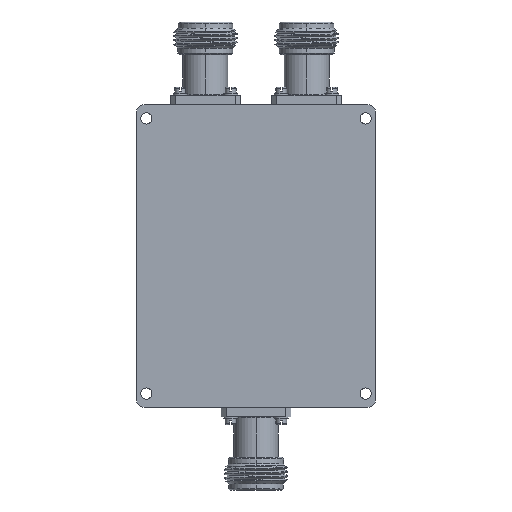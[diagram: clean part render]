
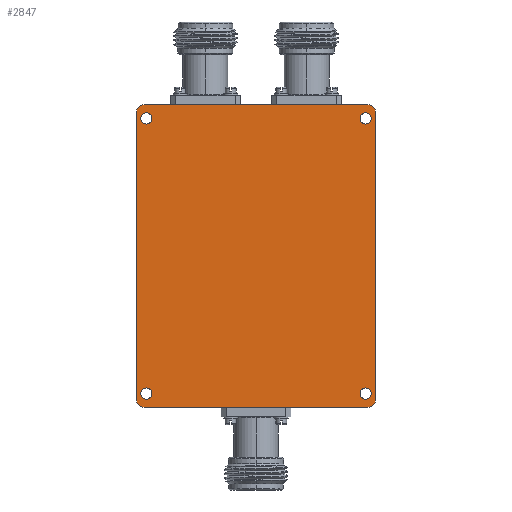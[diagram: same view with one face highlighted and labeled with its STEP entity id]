
A CAD part, front view. The second image highlights one B-rep face of the part: STEP entity #2847.
In plain terms, the highlighted planar face has unit normal (0, -1, 0).
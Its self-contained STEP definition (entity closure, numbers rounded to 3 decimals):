
#88 = CARTESIAN_POINT ( 'NONE',  ( -30., -10., 36. ) ) ;
#132 = AXIS2_PLACEMENT_3D ( 'NONE', #4668, #5216, #3833 ) ;
#162 = EDGE_LOOP ( 'NONE', ( #745, #854, #1032, #5163, #5470, #4640, #3740, #759 ) ) ;
#194 = VERTEX_POINT ( 'NONE', #3007 ) ;
#236 = CARTESIAN_POINT ( 'NONE',  ( -28., -10., 38. ) ) ;
#246 = VECTOR ( 'NONE', #4997, 1000. ) ;
#317 = AXIS2_PLACEMENT_3D ( 'NONE', #5221, #2378, #3753 ) ;
#363 = EDGE_CURVE ( 'NONE', #5141, #2691, #607, .T. ) ;
#367 = DIRECTION ( 'NONE',  ( 0., 0., 1. ) ) ;
#453 = CIRCLE ( 'NONE', #5406, 1.4 ) ;
#495 = DIRECTION ( 'NONE',  ( 0., 0., 1. ) ) ;
#528 = DIRECTION ( 'NONE',  ( 0., 0., 1. ) ) ;
#557 = CIRCLE ( 'NONE', #3081, 1.4 ) ;
#580 = EDGE_CURVE ( 'NONE', #989, #5628, #4986, .T. ) ;
#581 = EDGE_CURVE ( 'NONE', #3979, #3321, #800, .T. ) ;
#583 = CARTESIAN_POINT ( 'NONE',  ( -27.5, -10., 34.5 ) ) ;
#607 = CIRCLE ( 'NONE', #5585, 2. ) ;
#626 = ORIENTED_EDGE ( 'NONE', *, *, #3997, .T. ) ;
#745 = ORIENTED_EDGE ( 'NONE', *, *, #5474, .F. ) ;
#750 = CARTESIAN_POINT ( 'NONE',  ( 30., -10., -36. ) ) ;
#751 = CARTESIAN_POINT ( 'NONE',  ( -27.5, -10., -34.5 ) ) ;
#759 = ORIENTED_EDGE ( 'NONE', *, *, #2733, .T. ) ;
#767 = CARTESIAN_POINT ( 'NONE',  ( -27.5, -10., -33.1 ) ) ;
#800 = CIRCLE ( 'NONE', #317, 1.4 ) ;
#854 = ORIENTED_EDGE ( 'NONE', *, *, #363, .T. ) ;
#915 = DIRECTION ( 'NONE',  ( 0., 0., 1. ) ) ;
#952 = VECTOR ( 'NONE', #2662, 1000. ) ;
#963 = VERTEX_POINT ( 'NONE', #767 ) ;
#989 = VERTEX_POINT ( 'NONE', #4475 ) ;
#1032 = ORIENTED_EDGE ( 'NONE', *, *, #2772, .F. ) ;
#1108 = DIRECTION ( 'NONE',  ( 0., 0., 1. ) ) ;
#1115 = DIRECTION ( 'NONE',  ( 0., 1., 0. ) ) ;
#1238 = CARTESIAN_POINT ( 'NONE',  ( -27.5, -10., 35.9 ) ) ;
#1240 = CARTESIAN_POINT ( 'NONE',  ( -30., -10., 38. ) ) ;
#1279 = AXIS2_PLACEMENT_3D ( 'NONE', #5165, #5630, #5602 ) ;
#1347 = VERTEX_POINT ( 'NONE', #2294 ) ;
#1348 = CARTESIAN_POINT ( 'NONE',  ( -28., -10., -36. ) ) ;
#1406 = CARTESIAN_POINT ( 'NONE',  ( 0., -10., 0. ) ) ;
#1432 = FACE_BOUND ( 'NONE', #5518, .T. ) ;
#1455 = LINE ( 'NONE', #5704, #2554 ) ;
#1780 = DIRECTION ( 'NONE',  ( 0., -1., 0. ) ) ;
#1806 = LINE ( 'NONE', #4618, #952 ) ;
#1910 = AXIS2_PLACEMENT_3D ( 'NONE', #751, #3549, #4009 ) ;
#1991 = VECTOR ( 'NONE', #3105, 1000. ) ;
#1992 = EDGE_LOOP ( 'NONE', ( #626, #5774 ) ) ;
#2001 = ORIENTED_EDGE ( 'NONE', *, *, #5316, .T. ) ;
#2176 = AXIS2_PLACEMENT_3D ( 'NONE', #4231, #2883, #495 ) ;
#2200 = CIRCLE ( 'NONE', #6009, 1.4 ) ;
#2209 = CARTESIAN_POINT ( 'NONE',  ( 28., -10., -36. ) ) ;
#2294 = CARTESIAN_POINT ( 'NONE',  ( 28., -10., 38. ) ) ;
#2334 = VERTEX_POINT ( 'NONE', #4579 ) ;
#2378 = DIRECTION ( 'NONE',  ( 0., 1., 0. ) ) ;
#2424 = PLANE ( 'NONE',  #4133 ) ;
#2477 = CIRCLE ( 'NONE', #5807, 1.4 ) ;
#2554 = VECTOR ( 'NONE', #4757, 1000. ) ;
#2625 = VERTEX_POINT ( 'NONE', #5070 ) ;
#2662 = DIRECTION ( 'NONE',  ( 0., 0., 1. ) ) ;
#2668 = ORIENTED_EDGE ( 'NONE', *, *, #4683, .T. ) ;
#2691 = VERTEX_POINT ( 'NONE', #5101 ) ;
#2733 = EDGE_CURVE ( 'NONE', #5404, #5775, #2763, .T. ) ;
#2737 = CARTESIAN_POINT ( 'NONE',  ( -30., -10., -36. ) ) ;
#2763 = CIRCLE ( 'NONE', #132, 2. ) ;
#2772 = EDGE_CURVE ( 'NONE', #5307, #2691, #1455, .T. ) ;
#2834 = FACE_OUTER_BOUND ( 'NONE', #162, .T. ) ;
#2847 = ADVANCED_FACE ( 'NONE', ( #2866, #1432, #5677, #3801, #2834 ), #2424, .F. ) ;
#2866 = FACE_BOUND ( 'NONE', #1992, .T. ) ;
#2883 = DIRECTION ( 'NONE',  ( 0., 1., 0. ) ) ;
#3007 = CARTESIAN_POINT ( 'NONE',  ( -27.5, -10., -35.9 ) ) ;
#3036 = CARTESIAN_POINT ( 'NONE',  ( 28., -10., -38. ) ) ;
#3067 = ORIENTED_EDGE ( 'NONE', *, *, #4714, .T. ) ;
#3072 = DIRECTION ( 'NONE',  ( 0., 0., 1. ) ) ;
#3081 = AXIS2_PLACEMENT_3D ( 'NONE', #5649, #1115, #3387 ) ;
#3105 = DIRECTION ( 'NONE',  ( 1., 0., 0. ) ) ;
#3145 = EDGE_CURVE ( 'NONE', #2625, #4306, #5031, .T. ) ;
#3279 = CIRCLE ( 'NONE', #4916, 2. ) ;
#3321 = VERTEX_POINT ( 'NONE', #5240 ) ;
#3387 = DIRECTION ( 'NONE',  ( 0., 0., 1. ) ) ;
#3467 = DIRECTION ( 'NONE',  ( 0., 1., 0. ) ) ;
#3549 = DIRECTION ( 'NONE',  ( 0., 1., 0. ) ) ;
#3572 = DIRECTION ( 'NONE',  ( 0., 0., 1. ) ) ;
#3600 = EDGE_LOOP ( 'NONE', ( #2001, #3067 ) ) ;
#3653 = CARTESIAN_POINT ( 'NONE',  ( 30., -10., -38. ) ) ;
#3740 = ORIENTED_EDGE ( 'NONE', *, *, #5007, .F. ) ;
#3753 = DIRECTION ( 'NONE',  ( 0., 0., 1. ) ) ;
#3776 = DIRECTION ( 'NONE',  ( 0., 1., 0. ) ) ;
#3800 = DIRECTION ( 'NONE',  ( 0., 0., 1. ) ) ;
#3801 = FACE_BOUND ( 'NONE', #3600, .T. ) ;
#3833 = DIRECTION ( 'NONE',  ( 0., 0., 1. ) ) ;
#3855 = AXIS2_PLACEMENT_3D ( 'NONE', #2209, #1780, #915 ) ;
#3979 = VERTEX_POINT ( 'NONE', #5481 ) ;
#3997 = EDGE_CURVE ( 'NONE', #4223, #2334, #453, .T. ) ;
#4009 = DIRECTION ( 'NONE',  ( 0., 0., 1. ) ) ;
#4047 = DIRECTION ( 'NONE',  ( 0., -1., 0. ) ) ;
#4080 = EDGE_CURVE ( 'NONE', #2625, #1347, #3279, .T. ) ;
#4133 = AXIS2_PLACEMENT_3D ( 'NONE', #1406, #4292, #528 ) ;
#4223 = VERTEX_POINT ( 'NONE', #4720 ) ;
#4225 = EDGE_CURVE ( 'NONE', #3321, #3979, #4729, .T. ) ;
#4231 = CARTESIAN_POINT ( 'NONE',  ( 27.5, -10., 34.5 ) ) ;
#4292 = DIRECTION ( 'NONE',  ( 0., 1., 0. ) ) ;
#4306 = VERTEX_POINT ( 'NONE', #750 ) ;
#4427 = ORIENTED_EDGE ( 'NONE', *, *, #581, .T. ) ;
#4437 = CARTESIAN_POINT ( 'NONE',  ( 27.5, -10., -34.5 ) ) ;
#4475 = CARTESIAN_POINT ( 'NONE',  ( -27.5, -10., 33.1 ) ) ;
#4498 = DIRECTION ( 'NONE',  ( 0., 1., 0. ) ) ;
#4579 = CARTESIAN_POINT ( 'NONE',  ( 27.5, -10., -35.9 ) ) ;
#4618 = CARTESIAN_POINT ( 'NONE',  ( -30., -10., -38. ) ) ;
#4639 = CIRCLE ( 'NONE', #3855, 2. ) ;
#4640 = ORIENTED_EDGE ( 'NONE', *, *, #4080, .T. ) ;
#4645 = ORIENTED_EDGE ( 'NONE', *, *, #580, .T. ) ;
#4668 = CARTESIAN_POINT ( 'NONE',  ( -28., -10., 36. ) ) ;
#4683 = EDGE_CURVE ( 'NONE', #5628, #989, #2477, .T. ) ;
#4714 = EDGE_CURVE ( 'NONE', #194, #963, #557, .T. ) ;
#4720 = CARTESIAN_POINT ( 'NONE',  ( 27.5, -10., -33.1 ) ) ;
#4729 = CIRCLE ( 'NONE', #2176, 1.4 ) ;
#4757 = DIRECTION ( 'NONE',  ( -1., 0., 0. ) ) ;
#4916 = AXIS2_PLACEMENT_3D ( 'NONE', #5421, #4047, #367 ) ;
#4986 = CIRCLE ( 'NONE', #1279, 1.4 ) ;
#4997 = DIRECTION ( 'NONE',  ( 0., 0., -1. ) ) ;
#5007 = EDGE_CURVE ( 'NONE', #5404, #1347, #5427, .T. ) ;
#5031 = LINE ( 'NONE', #3653, #246 ) ;
#5056 = EDGE_CURVE ( 'NONE', #5307, #4306, #4639, .T. ) ;
#5070 = CARTESIAN_POINT ( 'NONE',  ( 30., -10., 36. ) ) ;
#5074 = DIRECTION ( 'NONE',  ( 0., -1., 0. ) ) ;
#5101 = CARTESIAN_POINT ( 'NONE',  ( -28., -10., -38. ) ) ;
#5141 = VERTEX_POINT ( 'NONE', #2737 ) ;
#5163 = ORIENTED_EDGE ( 'NONE', *, *, #5056, .T. ) ;
#5165 = CARTESIAN_POINT ( 'NONE',  ( -27.5, -10., 34.5 ) ) ;
#5216 = DIRECTION ( 'NONE',  ( 0., -1., 0. ) ) ;
#5221 = CARTESIAN_POINT ( 'NONE',  ( 27.5, -10., 34.5 ) ) ;
#5240 = CARTESIAN_POINT ( 'NONE',  ( 27.5, -10., 33.1 ) ) ;
#5307 = VERTEX_POINT ( 'NONE', #3036 ) ;
#5316 = EDGE_CURVE ( 'NONE', #963, #194, #5429, .T. ) ;
#5392 = CARTESIAN_POINT ( 'NONE',  ( 27.5, -10., -34.5 ) ) ;
#5404 = VERTEX_POINT ( 'NONE', #236 ) ;
#5406 = AXIS2_PLACEMENT_3D ( 'NONE', #5392, #4498, #3072 ) ;
#5421 = CARTESIAN_POINT ( 'NONE',  ( 28., -10., 36. ) ) ;
#5427 = LINE ( 'NONE', #1240, #1991 ) ;
#5429 = CIRCLE ( 'NONE', #1910, 1.4 ) ;
#5470 = ORIENTED_EDGE ( 'NONE', *, *, #3145, .F. ) ;
#5474 = EDGE_CURVE ( 'NONE', #5141, #5775, #1806, .T. ) ;
#5481 = CARTESIAN_POINT ( 'NONE',  ( 27.5, -10., 35.9 ) ) ;
#5482 = ORIENTED_EDGE ( 'NONE', *, *, #4225, .T. ) ;
#5518 = EDGE_LOOP ( 'NONE', ( #2668, #4645 ) ) ;
#5585 = AXIS2_PLACEMENT_3D ( 'NONE', #1348, #5074, #3572 ) ;
#5602 = DIRECTION ( 'NONE',  ( 0., 0., 1. ) ) ;
#5628 = VERTEX_POINT ( 'NONE', #1238 ) ;
#5630 = DIRECTION ( 'NONE',  ( 0., 1., 0. ) ) ;
#5649 = CARTESIAN_POINT ( 'NONE',  ( -27.5, -10., -34.5 ) ) ;
#5677 = FACE_BOUND ( 'NONE', #5729, .T. ) ;
#5704 = CARTESIAN_POINT ( 'NONE',  ( -30., -10., -38. ) ) ;
#5729 = EDGE_LOOP ( 'NONE', ( #4427, #5482 ) ) ;
#5774 = ORIENTED_EDGE ( 'NONE', *, *, #5935, .T. ) ;
#5775 = VERTEX_POINT ( 'NONE', #88 ) ;
#5807 = AXIS2_PLACEMENT_3D ( 'NONE', #583, #3776, #3800 ) ;
#5935 = EDGE_CURVE ( 'NONE', #2334, #4223, #2200, .T. ) ;
#6009 = AXIS2_PLACEMENT_3D ( 'NONE', #4437, #3467, #1108 ) ;
